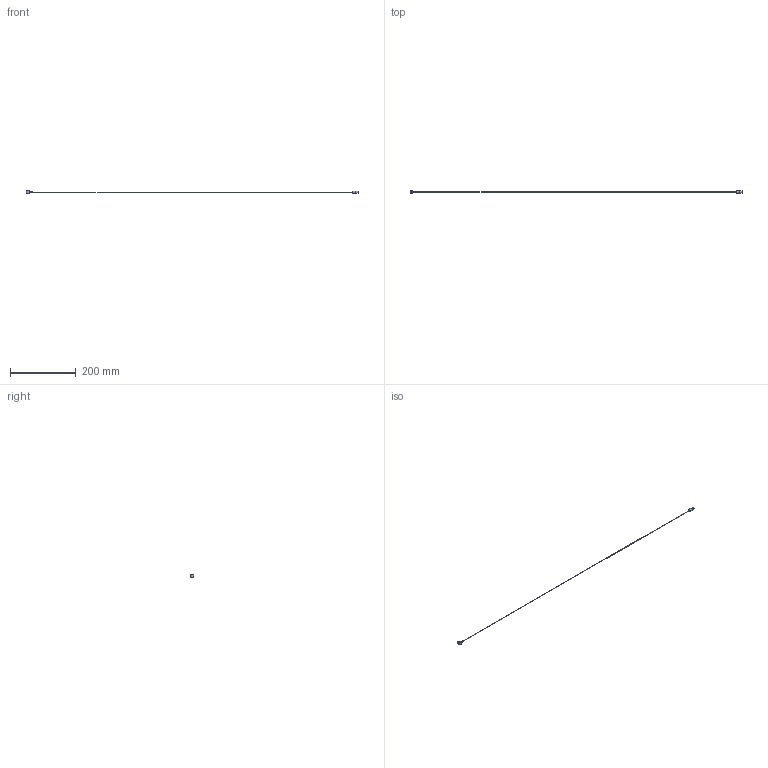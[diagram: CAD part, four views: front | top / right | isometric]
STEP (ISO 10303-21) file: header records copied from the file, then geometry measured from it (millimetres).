
FILE_DESCRIPTION( ( 'STEP AP214' ), '1' );
FILE_NAME( 'SCB04KN10X08H.step', '2020-11-19T05:13:59', ( ' ' ), ( ' ' ), 'XStep 1.0', ' ', ' ' );
FILE_SCHEMA( ( 'automotive_design' ) );
Length unit declared in the file: millimetre
Products named in the file (1): 1
Bounding box: 1009.98 x 9.99 x 8.2 mm (x, y, z)
Volume: 2301.4 mm3; surface area: 4319 mm2
Topology: 1 solids, 1 shells, 41 faces, 101 edges, 68 vertices
Faces by surface type: plane 14, cylinder 12, torus 11, cone 3, sphere 1
Full cylindrical faces by diameter (mm): 1.1 x1, 3.4 x1, 4 x1, 4.5 x1, 6.8 x1, 6.95 x1, 7 x1
Entity records: 1578 total; most frequent: CARTESIAN_POINT 416, ORIENTED_EDGE 158, DIRECTION 156, EDGE_CURVE 79, AXIS2_PLACEMENT_3D 75, EDGE_LOOP 60, VERTEX_POINT 59, FACE_OUTER_BOUND 51
